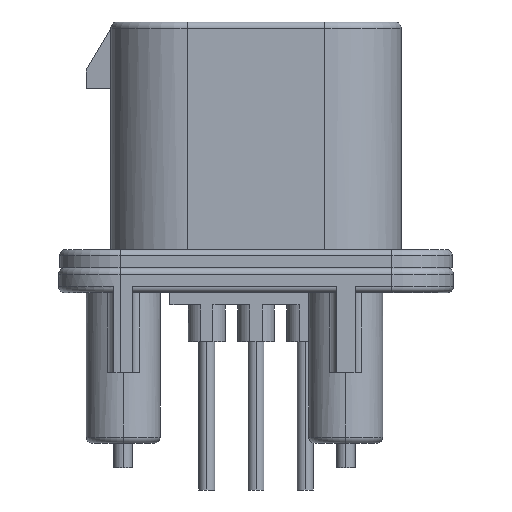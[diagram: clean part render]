
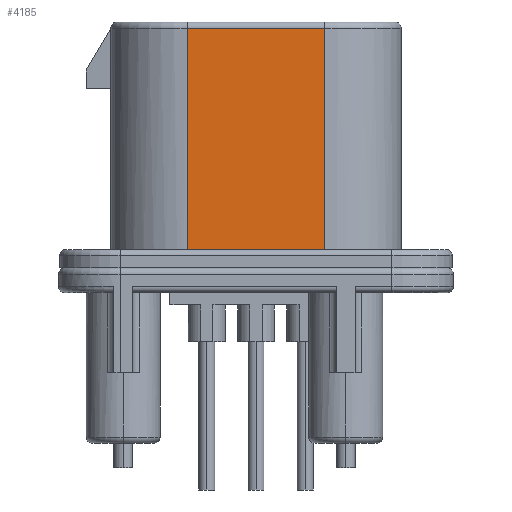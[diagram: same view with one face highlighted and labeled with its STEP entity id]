
A CAD part, left-side view. The second image highlights one B-rep face of the part: STEP entity #4185.
In plain terms, the highlighted planar face has unit normal (-1, 0, 0).
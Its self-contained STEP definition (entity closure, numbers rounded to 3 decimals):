
#2636=VERTEX_POINT('',#2637);
#2637=CARTESIAN_POINT('',(-11.7,-5.6,-19.25));
#2644=EDGE_CURVE('',#2636,#2645,#2647,.F.);
#2645=VERTEX_POINT('',#2646);
#2646=CARTESIAN_POINT('',(-11.7,-3.05,-19.25));
#2647=LINE('',#2648,#2649);
#2648=CARTESIAN_POINT('',(-11.7,-3.05,-19.25));
#2649=VECTOR('',#2650,1.0);
#2650=DIRECTION('',(0.0,-1.0,0.0));
#3073=VERTEX_POINT('',#3074);
#3074=CARTESIAN_POINT('',(-11.7,5.6,-19.5));
#3081=EDGE_CURVE('',#3073,#3082,#3084,.F.);
#3082=VERTEX_POINT('',#3083);
#3083=CARTESIAN_POINT('',(-11.7,5.6,-0.5));
#3084=LINE('',#3085,#3086);
#3085=CARTESIAN_POINT('',(-11.7,5.6,-0.5));
#3086=VECTOR('',#3087,1.0);
#3087=DIRECTION('',(0.0,0.,-1.0));
#3129=EDGE_CURVE('',#3082,#3130,#3132,.T.);
#3130=VERTEX_POINT('',#3131);
#3131=CARTESIAN_POINT('',(-11.7,-5.6,-0.5));
#3132=LINE('',#3133,#3134);
#3133=CARTESIAN_POINT('',(-11.7,5.6,-0.5));
#3134=VECTOR('',#3135,1.0);
#3135=DIRECTION('',(0.0,-1.0,0.0));
#4014=EDGE_CURVE('',#3130,#2636,#4015,.T.);
#4015=LINE('',#4016,#4017);
#4016=CARTESIAN_POINT('',(-11.7,-5.6,-0.5));
#4017=VECTOR('',#4018,1.0);
#4018=DIRECTION('',(0.0,0.,-1.0));
#4157=VERTEX_POINT('',#4158);
#4158=CARTESIAN_POINT('',(-11.7,-3.05,-19.5));
#4175=EDGE_CURVE('',#2645,#4157,#4176,.F.);
#4176=LINE('',#4177,#4178);
#4177=CARTESIAN_POINT('',(-11.7,-3.05,-19.5));
#4178=VECTOR('',#4179,1.0);
#4179=DIRECTION('',(0.0,0.0,1.0));
#4185=ADVANCED_FACE('',(#4186),#4199,.T.);
#4186=FACE_BOUND('',#4187,.T.);
#4187=EDGE_LOOP('',(#4188,#4189,#4195,#4196,#4197,#4198));
#4188=ORIENTED_EDGE('',*,*,#3081,.F.);
#4189=ORIENTED_EDGE('',*,*,#4190,.T.);
#4190=EDGE_CURVE('',#3073,#4157,#4191,.F.);
#4191=LINE('',#4192,#4193);
#4192=CARTESIAN_POINT('',(-11.7,-3.05,-19.5));
#4193=VECTOR('',#4194,1.0);
#4194=DIRECTION('',(0.0,1.0,0.0));
#4195=ORIENTED_EDGE('',*,*,#4175,.F.);
#4196=ORIENTED_EDGE('',*,*,#2644,.F.);
#4197=ORIENTED_EDGE('',*,*,#4014,.F.);
#4198=ORIENTED_EDGE('',*,*,#3129,.F.);
#4199=PLANE('',#4200);
#4200=AXIS2_PLACEMENT_3D('',#4201,#4202,#4203);
#4201=CARTESIAN_POINT('',(-11.7,5.6,0.0));
#4202=DIRECTION('',(-1.0,0.0,0.0));
#4203=DIRECTION('',(0.0,-1.0,0.0));
